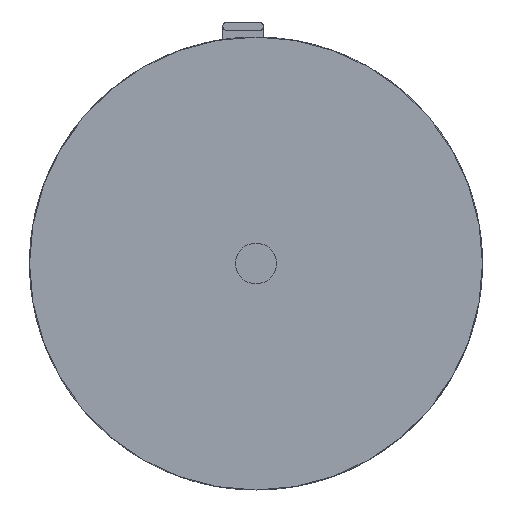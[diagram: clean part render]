
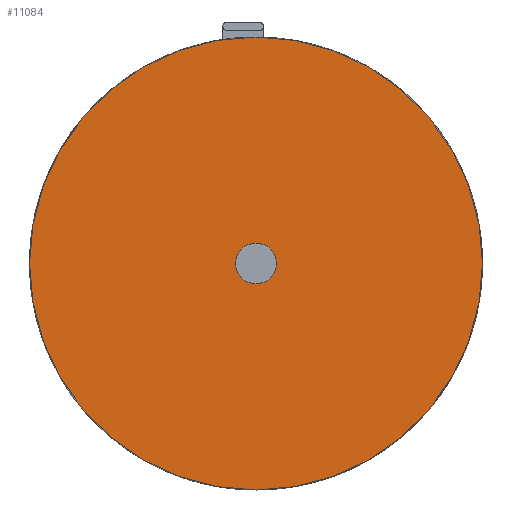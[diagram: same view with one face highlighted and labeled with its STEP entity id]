
A CAD part, front view. The second image highlights one B-rep face of the part: STEP entity #11084.
In plain terms, the highlighted planar face has unit normal (0, -1, 0).
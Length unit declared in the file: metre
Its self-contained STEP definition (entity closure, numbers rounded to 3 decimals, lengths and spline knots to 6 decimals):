
#2865=CIRCLE('',#12764,0.1);
#2867=CIRCLE('',#12767,0.009);
#5087=ORIENTED_EDGE('',*,*,#8003,.F.);
#5088=ORIENTED_EDGE('',*,*,#8001,.T.);
#8001=EDGE_CURVE('',#9199,#9199,#2865,.T.);
#8003=EDGE_CURVE('',#9201,#9201,#2867,.T.);
#9199=VERTEX_POINT('',#20365);
#9201=VERTEX_POINT('',#20370);
#9793=EDGE_LOOP('',(#5087));
#9794=EDGE_LOOP('',(#5088));
#10431=FACE_BOUND('',#9793,.T.);
#10432=FACE_BOUND('',#9794,.T.);
#10528=PLANE('',#12766);
#11084=ADVANCED_FACE('',(#10431,#10432),#10528,.T.);
#12764=AXIS2_PLACEMENT_3D('',#20364,#16624,#16625);
#12766=AXIS2_PLACEMENT_3D('',#20368,#16628,#16629);
#12767=AXIS2_PLACEMENT_3D('',#20369,#16630,#16631);
#16624=DIRECTION('',(0.,-1.,0.));
#16625=DIRECTION('',(0.,0.,-1.));
#16628=DIRECTION('',(0.,-1.,0.));
#16629=DIRECTION('',(1.,0.,0.));
#16630=DIRECTION('',(0.,-1.,0.));
#16631=DIRECTION('',(0.,0.,-1.));
#20364=CARTESIAN_POINT('',(0.,-0.013,0.));
#20365=CARTESIAN_POINT('',(0.,-0.013,-0.1));
#20368=CARTESIAN_POINT('',(0.,-0.013,0.));
#20369=CARTESIAN_POINT('',(0.,-0.013,0.));
#20370=CARTESIAN_POINT('',(0.,-0.013,-0.009));
